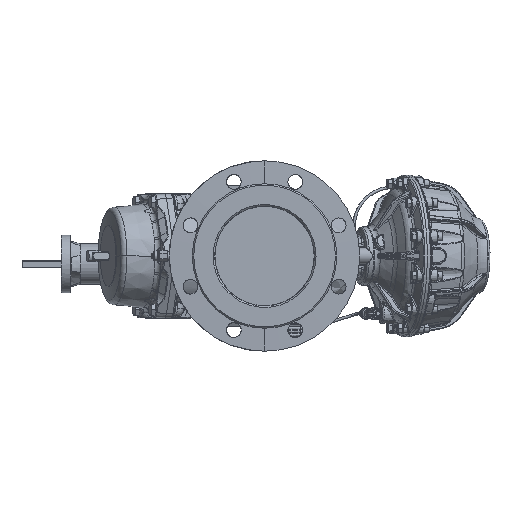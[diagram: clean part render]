
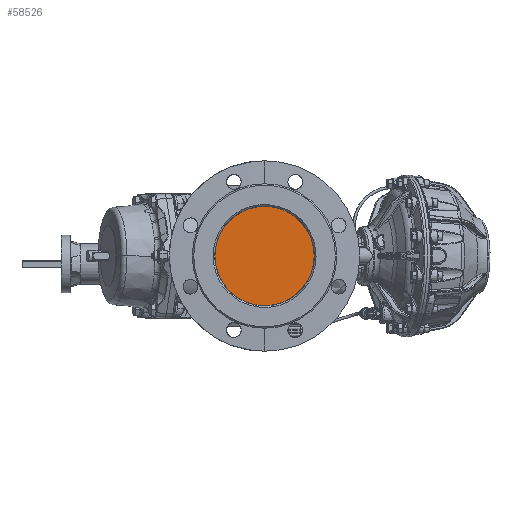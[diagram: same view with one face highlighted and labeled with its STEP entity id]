
A CAD part, left-side view. The second image highlights one B-rep face of the part: STEP entity #58526.
In plain terms, the highlighted planar face has unit normal (-1, 0, 0).
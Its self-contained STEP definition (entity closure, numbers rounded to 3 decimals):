
#58449=CARTESIAN_POINT('Vertex',(-222.,0.,74.219)) ;
#58452=CARTESIAN_POINT('Axis2P3D Location',(-222.,0.,0.)) ;
#58456=CARTESIAN_POINT('Vertex',(-222.,-74.219,0.)) ;
#58459=CARTESIAN_POINT('Axis2P3D Location',(-222.,0.,0.)) ;
#58463=CARTESIAN_POINT('Vertex',(-222.,0.,-74.219)) ;
#58479=CARTESIAN_POINT('Axis2P3D Location',(-222.,75.485,500000.)) ;
#58485=CARTESIAN_POINT('Control Point',(-222.,74.219,0.)) ;
#58486=CARTESIAN_POINT('Control Point',(-222.,74.219,-6.753)) ;
#58487=CARTESIAN_POINT('Control Point',(-222.,73.451,-13.505)) ;
#58488=CARTESIAN_POINT('Control Point',(-222.,71.915,-20.142)) ;
#58489=CARTESIAN_POINT('Control Point',(-222.,67.36,-32.949)) ;
#58490=CARTESIAN_POINT('Control Point',(-222.,60.046,-44.406)) ;
#58491=CARTESIAN_POINT('Control Point',(-222.,55.75,-49.692)) ;
#58492=CARTESIAN_POINT('Control Point',(-222.,46.032,-59.195)) ;
#58493=CARTESIAN_POINT('Control Point',(-222.,34.428,-66.273)) ;
#58494=CARTESIAN_POINT('Control Point',(-222.,28.246,-69.135)) ;
#58495=CARTESIAN_POINT('Control Point',(-222.,18.871,-72.234)) ;
#58496=CARTESIAN_POINT('Control Point',(-222.,9.164,-73.746)) ;
#58497=CARTESIAN_POINT('Control Point',(-222.,6.116,-74.061)) ;
#58498=CARTESIAN_POINT('Control Point',(-222.,3.058,-74.219)) ;
#58499=CARTESIAN_POINT('Control Point',(-222.,0.,-74.219)) ;
#58500=CARTESIAN_POINT('Vertex',(-222.,74.219,0.)) ;
#58504=CARTESIAN_POINT('Control Point',(-222.,0.,74.219)) ;
#58505=CARTESIAN_POINT('Control Point',(-222.,3.695,74.219)) ;
#58506=CARTESIAN_POINT('Control Point',(-222.,7.389,73.989)) ;
#58507=CARTESIAN_POINT('Control Point',(-222.,11.065,73.529)) ;
#58508=CARTESIAN_POINT('Control Point',(-222.,21.35,71.586)) ;
#58509=CARTESIAN_POINT('Control Point',(-222.,31.183,67.86)) ;
#58510=CARTESIAN_POINT('Control Point',(-222.,37.237,64.737)) ;
#58511=CARTESIAN_POINT('Control Point',(-222.,48.527,57.168)) ;
#58512=CARTESIAN_POINT('Control Point',(-222.,57.829,47.257)) ;
#58513=CARTESIAN_POINT('Control Point',(-222.,61.894,41.791)) ;
#58514=CARTESIAN_POINT('Control Point',(-222.,68.389,30.585)) ;
#58515=CARTESIAN_POINT('Control Point',(-222.,72.329,18.263)) ;
#58516=CARTESIAN_POINT('Control Point',(-222.,73.589,12.233)) ;
#58517=CARTESIAN_POINT('Control Point',(-222.,74.219,6.116)) ;
#58518=CARTESIAN_POINT('Control Point',(-222.,74.219,0.)) ;
#58453=DIRECTION('Axis2P3D Direction',(-1.,0.,0.)) ;
#58460=DIRECTION('Axis2P3D Direction',(-1.,0.,0.)) ;
#58480=DIRECTION('Axis2P3D Direction',(1.,0.,-0.)) ;
#58481=DIRECTION('Axis2P3D XDirection',(0.,1.,0.)) ;
#58454=AXIS2_PLACEMENT_3D('Circle Axis2P3D',#58452,#58453,$) ;
#58461=AXIS2_PLACEMENT_3D('Circle Axis2P3D',#58459,#58460,$) ;
#58482=AXIS2_PLACEMENT_3D('Plane Axis2P3D',#58479,#58480,#58481) ;
#58455=CIRCLE('generated circle',#58454,74.219) ;
#58462=CIRCLE('generated circle',#58461,74.219) ;
#58483=PLANE('',#58482) ;
#58458=EDGE_CURVE('',#58457,#58450,#58455,.T.) ;
#58465=EDGE_CURVE('',#58464,#58457,#58462,.T.) ;
#58502=EDGE_CURVE('',#58501,#58464,#58484,.T.) ;
#58519=EDGE_CURVE('',#58450,#58501,#58503,.T.) ;
#58521=ORIENTED_EDGE('',*,*,#58502,.T.) ;
#58522=ORIENTED_EDGE('',*,*,#58465,.T.) ;
#58523=ORIENTED_EDGE('',*,*,#58458,.T.) ;
#58524=ORIENTED_EDGE('',*,*,#58519,.T.) ;
#58520=EDGE_LOOP('',(#58521,#58522,#58523,#58524)) ;
#58450=VERTEX_POINT('',#58449) ;
#58457=VERTEX_POINT('',#58456) ;
#58464=VERTEX_POINT('',#58463) ;
#58501=VERTEX_POINT('',#58500) ;
#58526=ADVANCED_FACE('NONE',(#58525),#58483,.F.) ;
#58484=B_SPLINE_CURVE_WITH_KNOTS('',5,(#58485,#58486,#58487,#58488,#58489,#58490,#58491,#58492,#58493,#58494,#58495,#58496,#58497,#58498,#58499),.UNSPECIFIED.,.F.,.U.,(6,3,3,3,6),(0.,47.749,95.498,143.247,164.871),.UNSPECIFIED.) ;
#58503=B_SPLINE_CURVE_WITH_KNOTS('',5,(#58504,#58505,#58506,#58507,#58508,#58509,#58510,#58511,#58512,#58513,#58514,#58515,#58516,#58517,#58518),.UNSPECIFIED.,.F.,.U.,(6,3,3,3,6),(164.871,190.996,238.745,286.494,329.743),.UNSPECIFIED.) ;
#58525=FACE_OUTER_BOUND('',#58520,.T.) ;
